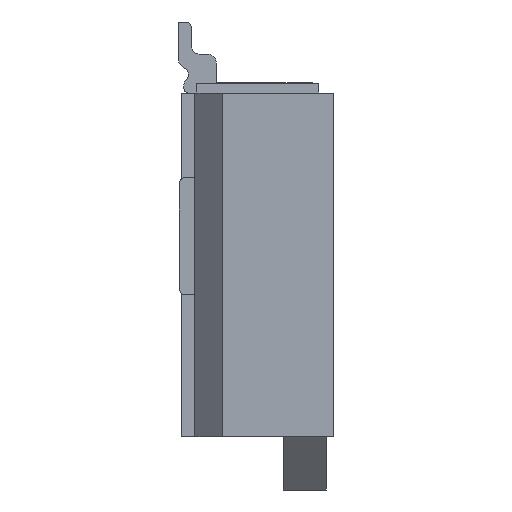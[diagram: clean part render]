
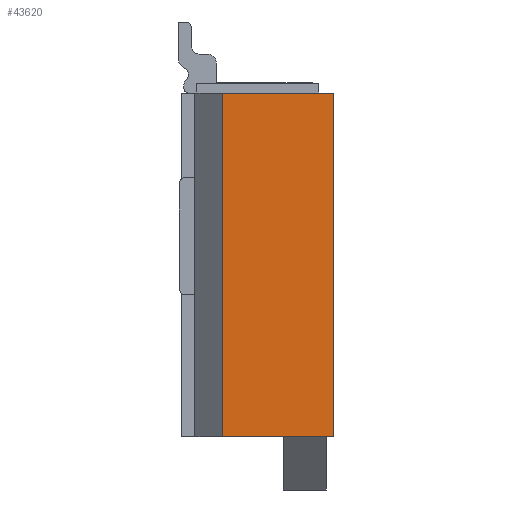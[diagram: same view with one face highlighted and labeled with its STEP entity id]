
A CAD part, left-side view. The second image highlights one B-rep face of the part: STEP entity #43620.
In plain terms, the highlighted planar face has unit normal (-1, 0, 0).
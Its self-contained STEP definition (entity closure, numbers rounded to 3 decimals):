
#6520=CARTESIAN_POINT('',(27.546,0.,5.57));
#6530=DIRECTION('',(0.,-1.,0.));
#6540=VECTOR('',#6530,1.);
#6550=LINE('',#6520,#6540);
#6560=CARTESIAN_POINT('',(27.546,53.899,5.57));
#6570=VERTEX_POINT('',#6560);
#6580=CARTESIAN_POINT('',(27.546,52.099,5.57));
#6590=VERTEX_POINT('',#6580);
#6600=EDGE_CURVE('',#6570,#6590,#6550,.T.);
#40280=CARTESIAN_POINT('',(27.546,53.899,0.));
#40290=VERTEX_POINT('',#40280);
#40390=CARTESIAN_POINT('',(27.546,53.899,2.785));
#40400=DIRECTION('',(0.,0.,-1.));
#40410=VECTOR('',#40400,1.);
#40420=LINE('',#40390,#40410);
#40430=EDGE_CURVE('',#6570,#40290,#40420,.T.);
#43390=CARTESIAN_POINT('',(27.546,52.069,0.));
#43400=DIRECTION('',(-1.,0.,0.));
#43410=DIRECTION('',(0.,1.,0.));
#43420=AXIS2_PLACEMENT_3D('',#43390,#43400,#43410);
#43430=PLANE('',#43420);
#43440=ORIENTED_EDGE('',*,*,#6600,.F.);
#43450=CARTESIAN_POINT('',(27.546,52.099,0.));
#43460=DIRECTION('',(0.,0.,1.));
#43470=VECTOR('',#43460,1.);
#43480=LINE('',#43450,#43470);
#43490=CARTESIAN_POINT('',(27.546,52.099,0.));
#43500=VERTEX_POINT('',#43490);
#43510=EDGE_CURVE('',#43500,#6590,#43480,.T.);
#43520=ORIENTED_EDGE('',*,*,#43510,.T.);
#43530=CARTESIAN_POINT('',(27.546,0.,0.));
#43540=DIRECTION('',(0.,1.,0.));
#43550=VECTOR('',#43540,1.);
#43560=LINE('',#43530,#43550);
#43570=EDGE_CURVE('',#43500,#40290,#43560,.T.);
#43580=ORIENTED_EDGE('',*,*,#43570,.F.);
#43590=ORIENTED_EDGE('',*,*,#40430,.T.);
#43600=EDGE_LOOP('',(#43590,#43580,#43520,#43440));
#43610=FACE_OUTER_BOUND('',#43600,.T.);
#43620=ADVANCED_FACE('',(#43610),#43430,.T.);
